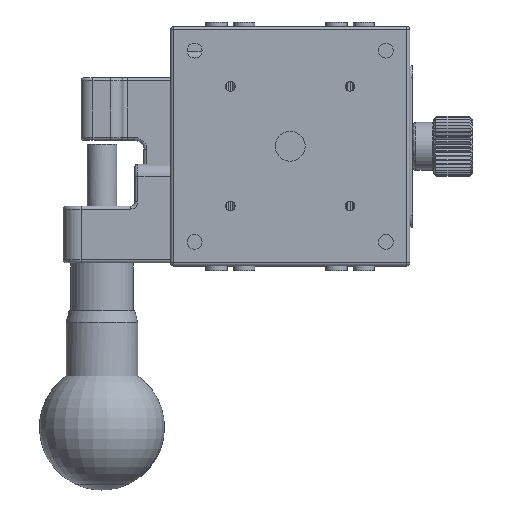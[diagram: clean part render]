
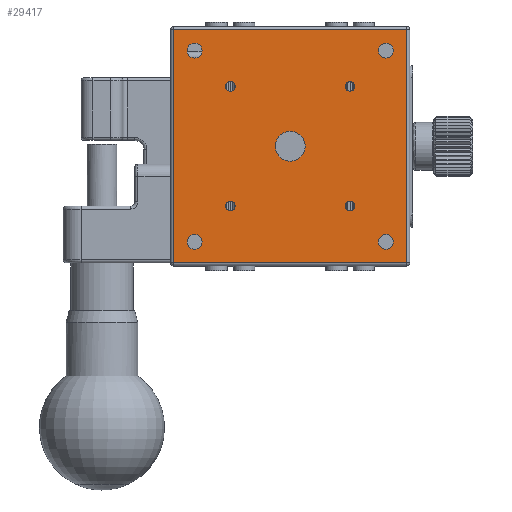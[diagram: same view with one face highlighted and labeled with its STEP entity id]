
A CAD part, top view. The second image highlights one B-rep face of the part: STEP entity #29417.
In plain terms, the highlighted planar face has unit normal (0, 0, 1).
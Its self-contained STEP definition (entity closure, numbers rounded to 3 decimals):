
#445 = DIRECTION ( 'NONE',  ( 0., 0., 1. ) ) ;
#501 = VECTOR ( 'NONE', #28903, 1000. ) ;
#565 = EDGE_LOOP ( 'NONE', ( #24902, #21776, #26111, #32941 ) ) ;
#1760 = ORIENTED_EDGE ( 'NONE', *, *, #23224, .F. ) ;
#1916 = EDGE_LOOP ( 'NONE', ( #37709 ) ) ;
#2233 = EDGE_CURVE ( 'NONE', #5542, #20876, #16278, .T. ) ;
#3070 = CIRCLE ( 'NONE', #33817, 0.8 ) ;
#3317 = AXIS2_PLACEMENT_3D ( 'NONE', #28055, #33608, #33476 ) ;
#3673 = VERTEX_POINT ( 'NONE', #10770 ) ;
#3771 = AXIS2_PLACEMENT_3D ( 'NONE', #16376, #22600, #37087 ) ;
#3794 = CARTESIAN_POINT ( 'NONE',  ( -19.5, 19.5, 20. ) ) ;
#4583 = ORIENTED_EDGE ( 'NONE', *, *, #25152, .F. ) ;
#5335 = FACE_BOUND ( 'NONE', #1916, .T. ) ;
#5542 = VERTEX_POINT ( 'NONE', #3794 ) ;
#5641 = DIRECTION ( 'NONE',  ( 0., 0., 1. ) ) ;
#5930 = VERTEX_POINT ( 'NONE', #21982 ) ;
#5951 = DIRECTION ( 'NONE',  ( 1., 0., 0. ) ) ;
#6194 = DIRECTION ( 'NONE',  ( 1., 0., 0. ) ) ;
#6722 = FACE_BOUND ( 'NONE', #32298, .T. ) ;
#6941 = PLANE ( 'NONE',  #3771 ) ;
#6988 = ORIENTED_EDGE ( 'NONE', *, *, #30680, .F. ) ;
#7128 = CARTESIAN_POINT ( 'NONE',  ( 10., 10., 20. ) ) ;
#7263 = EDGE_CURVE ( 'NONE', #12412, #12412, #23980, .T. ) ;
#7350 = LINE ( 'NONE', #34264, #8784 ) ;
#8478 = DIRECTION ( 'NONE',  ( 1., 0., 0. ) ) ;
#8639 = DIRECTION ( 'NONE',  ( 1., 0., 0. ) ) ;
#8784 = VECTOR ( 'NONE', #13955, 1000. ) ;
#9040 = CARTESIAN_POINT ( 'NONE',  ( 0., -19.5, 20. ) ) ;
#9079 = CARTESIAN_POINT ( 'NONE',  ( 19.5, 19.5, 20. ) ) ;
#9664 = DIRECTION ( 'NONE',  ( 0., 0., 1. ) ) ;
#9721 = CARTESIAN_POINT ( 'NONE',  ( 19.5, 0., 20. ) ) ;
#10639 = VERTEX_POINT ( 'NONE', #18491 ) ;
#10770 = CARTESIAN_POINT ( 'NONE',  ( 17.25, 16., 20. ) ) ;
#10771 = AXIS2_PLACEMENT_3D ( 'NONE', #35958, #445, #6194 ) ;
#11093 = CARTESIAN_POINT ( 'NONE',  ( 16., -16., 20. ) ) ;
#11273 = VERTEX_POINT ( 'NONE', #9079 ) ;
#12269 = DIRECTION ( 'NONE',  ( 0., 0., 1. ) ) ;
#12327 = AXIS2_PLACEMENT_3D ( 'NONE', #30006, #12269, #32980 ) ;
#12412 = VERTEX_POINT ( 'NONE', #26804 ) ;
#12559 = CARTESIAN_POINT ( 'NONE',  ( 10.8, 10., 20. ) ) ;
#13185 = FACE_BOUND ( 'NONE', #14680, .T. ) ;
#13211 = CARTESIAN_POINT ( 'NONE',  ( -9.2, 10., 20. ) ) ;
#13266 = EDGE_LOOP ( 'NONE', ( #23595 ) ) ;
#13338 = VECTOR ( 'NONE', #29700, 1000. ) ;
#13955 = DIRECTION ( 'NONE',  ( -1., 0., 0. ) ) ;
#14222 = EDGE_LOOP ( 'NONE', ( #22121 ) ) ;
#14586 = DIRECTION ( 'NONE',  ( 0., 0., 1. ) ) ;
#14589 = FACE_BOUND ( 'NONE', #33488, .T. ) ;
#14680 = EDGE_LOOP ( 'NONE', ( #6988 ) ) ;
#15034 = FACE_BOUND ( 'NONE', #30409, .T. ) ;
#15136 = CARTESIAN_POINT ( 'NONE',  ( -19.5, -19.5, 20. ) ) ;
#15955 = FACE_BOUND ( 'NONE', #14222, .T. ) ;
#16278 = LINE ( 'NONE', #37706, #501 ) ;
#16376 = CARTESIAN_POINT ( 'NONE',  ( 0., 0., 20. ) ) ;
#16976 = EDGE_CURVE ( 'NONE', #37442, #37442, #30754, .T. ) ;
#17443 = CARTESIAN_POINT ( 'NONE',  ( -16., -16., 20. ) ) ;
#17628 = CARTESIAN_POINT ( 'NONE',  ( 19.5, -19.5, 20. ) ) ;
#17669 = CARTESIAN_POINT ( 'NONE',  ( 10., -10., 20. ) ) ;
#18491 = CARTESIAN_POINT ( 'NONE',  ( -9.2, -10., 20. ) ) ;
#18785 = AXIS2_PLACEMENT_3D ( 'NONE', #17443, #35577, #5951 ) ;
#20876 = VERTEX_POINT ( 'NONE', #15136 ) ;
#21470 = DIRECTION ( 'NONE',  ( 0., 0., 1. ) ) ;
#21631 = VERTEX_POINT ( 'NONE', #37007 ) ;
#21776 = ORIENTED_EDGE ( 'NONE', *, *, #37380, .T. ) ;
#21982 = CARTESIAN_POINT ( 'NONE',  ( 10.8, -10., 20. ) ) ;
#22121 = ORIENTED_EDGE ( 'NONE', *, *, #26239, .F. ) ;
#22600 = DIRECTION ( 'NONE',  ( 0., 0., -1. ) ) ;
#22623 = ORIENTED_EDGE ( 'NONE', *, *, #37251, .F. ) ;
#23043 = EDGE_CURVE ( 'NONE', #10639, #10639, #3070, .T. ) ;
#23224 = EDGE_CURVE ( 'NONE', #36475, #36475, #31804, .T. ) ;
#23595 = ORIENTED_EDGE ( 'NONE', *, *, #23043, .F. ) ;
#23662 = AXIS2_PLACEMENT_3D ( 'NONE', #31796, #5641, #8639 ) ;
#23980 = CIRCLE ( 'NONE', #12327, 2.5 ) ;
#24580 = CIRCLE ( 'NONE', #23662, 1.25 ) ;
#24746 = FACE_BOUND ( 'NONE', #13266, .T. ) ;
#24902 = ORIENTED_EDGE ( 'NONE', *, *, #29754, .T. ) ;
#24956 = CARTESIAN_POINT ( 'NONE',  ( -14.75, -16., 20. ) ) ;
#24982 = EDGE_CURVE ( 'NONE', #3673, #3673, #37094, .T. ) ;
#25152 = EDGE_CURVE ( 'NONE', #21631, #21631, #24580, .T. ) ;
#25616 = ORIENTED_EDGE ( 'NONE', *, *, #24982, .F. ) ;
#26111 = ORIENTED_EDGE ( 'NONE', *, *, #34262, .T. ) ;
#26239 = EDGE_CURVE ( 'NONE', #5930, #5930, #36299, .T. ) ;
#26664 = AXIS2_PLACEMENT_3D ( 'NONE', #17669, #14586, #32331 ) ;
#26804 = CARTESIAN_POINT ( 'NONE',  ( 2.5, 0., 20. ) ) ;
#27591 = CARTESIAN_POINT ( 'NONE',  ( 17.25, -16., 20. ) ) ;
#28055 = CARTESIAN_POINT ( 'NONE',  ( 16., 16., 20. ) ) ;
#28612 = LINE ( 'NONE', #9040, #13338 ) ;
#28896 = CIRCLE ( 'NONE', #10771, 0.8 ) ;
#28903 = DIRECTION ( 'NONE',  ( 0., -1., 0. ) ) ;
#29272 = VECTOR ( 'NONE', #32989, 1000. ) ;
#29417 = ADVANCED_FACE ( 'NONE', ( #15955, #15034, #13185, #24746, #29872, #5335, #35880, #14589, #6722, #29423 ), #6941, .F. ) ;
#29423 = FACE_BOUND ( 'NONE', #31911, .T. ) ;
#29700 = DIRECTION ( 'NONE',  ( 1., 0., 0. ) ) ;
#29754 = EDGE_CURVE ( 'NONE', #20876, #35063, #28612, .T. ) ;
#29872 = FACE_OUTER_BOUND ( 'NONE', #565, .T. ) ;
#30006 = CARTESIAN_POINT ( 'NONE',  ( 0., 0., 20. ) ) ;
#30305 = EDGE_LOOP ( 'NONE', ( #25616 ) ) ;
#30379 = AXIS2_PLACEMENT_3D ( 'NONE', #7128, #21470, #33669 ) ;
#30409 = EDGE_LOOP ( 'NONE', ( #1760 ) ) ;
#30680 = EDGE_CURVE ( 'NONE', #34204, #34204, #28896, .T. ) ;
#30754 = CIRCLE ( 'NONE', #30820, 1.25 ) ;
#30820 = AXIS2_PLACEMENT_3D ( 'NONE', #11093, #34716, #8478 ) ;
#31591 = LINE ( 'NONE', #9721, #29272 ) ;
#31627 = CIRCLE ( 'NONE', #18785, 1.25 ) ;
#31796 = CARTESIAN_POINT ( 'NONE',  ( -16., 16., 20. ) ) ;
#31804 = CIRCLE ( 'NONE', #30379, 0.8 ) ;
#31911 = EDGE_LOOP ( 'NONE', ( #34954 ) ) ;
#32298 = EDGE_LOOP ( 'NONE', ( #22623 ) ) ;
#32331 = DIRECTION ( 'NONE',  ( 1., 0., 0. ) ) ;
#32941 = ORIENTED_EDGE ( 'NONE', *, *, #2233, .T. ) ;
#32980 = DIRECTION ( 'NONE',  ( 1., 0., 0. ) ) ;
#32989 = DIRECTION ( 'NONE',  ( 0., 1., 0. ) ) ;
#33255 = VERTEX_POINT ( 'NONE', #24956 ) ;
#33438 = CARTESIAN_POINT ( 'NONE',  ( -10., -10., 20. ) ) ;
#33476 = DIRECTION ( 'NONE',  ( 1., 0., 0. ) ) ;
#33488 = EDGE_LOOP ( 'NONE', ( #4583 ) ) ;
#33608 = DIRECTION ( 'NONE',  ( 0., 0., 1. ) ) ;
#33669 = DIRECTION ( 'NONE',  ( 1., 0., 0. ) ) ;
#33817 = AXIS2_PLACEMENT_3D ( 'NONE', #33438, #9664, #36278 ) ;
#34204 = VERTEX_POINT ( 'NONE', #13211 ) ;
#34262 = EDGE_CURVE ( 'NONE', #11273, #5542, #7350, .T. ) ;
#34264 = CARTESIAN_POINT ( 'NONE',  ( 0., 19.5, 20. ) ) ;
#34716 = DIRECTION ( 'NONE',  ( 0., 0., 1. ) ) ;
#34954 = ORIENTED_EDGE ( 'NONE', *, *, #7263, .F. ) ;
#35063 = VERTEX_POINT ( 'NONE', #17628 ) ;
#35577 = DIRECTION ( 'NONE',  ( 0., 0., 1. ) ) ;
#35880 = FACE_BOUND ( 'NONE', #30305, .T. ) ;
#35958 = CARTESIAN_POINT ( 'NONE',  ( -10., 10., 20. ) ) ;
#36278 = DIRECTION ( 'NONE',  ( 1., 0., 0. ) ) ;
#36299 = CIRCLE ( 'NONE', #26664, 0.8 ) ;
#36475 = VERTEX_POINT ( 'NONE', #12559 ) ;
#37007 = CARTESIAN_POINT ( 'NONE',  ( -14.75, 16., 20. ) ) ;
#37087 = DIRECTION ( 'NONE',  ( -1., 0., 0. ) ) ;
#37094 = CIRCLE ( 'NONE', #3317, 1.25 ) ;
#37251 = EDGE_CURVE ( 'NONE', #33255, #33255, #31627, .T. ) ;
#37380 = EDGE_CURVE ( 'NONE', #35063, #11273, #31591, .T. ) ;
#37442 = VERTEX_POINT ( 'NONE', #27591 ) ;
#37706 = CARTESIAN_POINT ( 'NONE',  ( -19.5, 0., 20. ) ) ;
#37709 = ORIENTED_EDGE ( 'NONE', *, *, #16976, .F. ) ;
